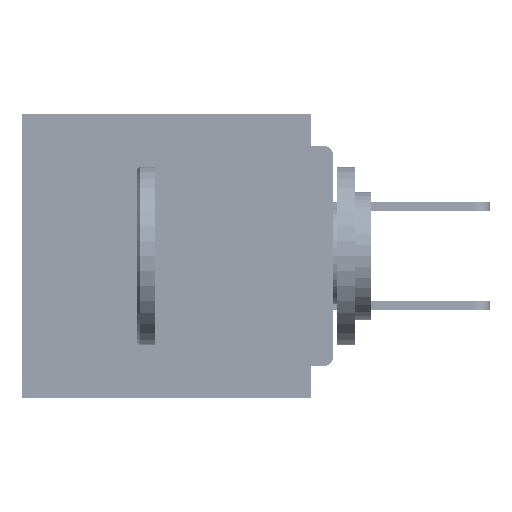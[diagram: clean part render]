
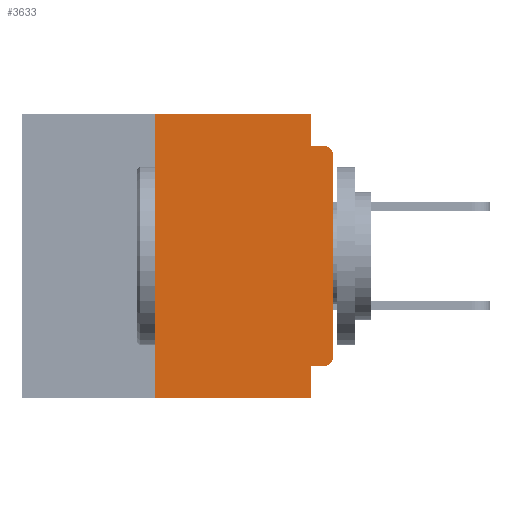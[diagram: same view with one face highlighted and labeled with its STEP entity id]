
A CAD part, left-side view. The second image highlights one B-rep face of the part: STEP entity #3633.
In plain terms, the highlighted planar face has unit normal (-1, 0, 0).
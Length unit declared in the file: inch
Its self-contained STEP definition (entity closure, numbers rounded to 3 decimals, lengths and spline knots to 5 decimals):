
#256 = CARTESIAN_POINT ( 'NONE',  ( 0., 0.015, -0.045 ) ) ;
#636 = ORIENTED_EDGE ( 'NONE', *, *, #1695, .F. ) ;
#1160 = EDGE_CURVE ( 'NONE', #41805, #52074, #33117, .T. ) ;
#1695 = EDGE_CURVE ( 'NONE', #5181, #41805, #10157, .T. ) ;
#3544 = FACE_OUTER_BOUND ( 'NONE', #51846, .T. ) ;
#3633 = ADVANCED_FACE ( 'NONE', ( #3544 ), #10917, .F. ) ;
#5074 = EDGE_CURVE ( 'NONE', #67848, #31348, #49135, .T. ) ;
#5181 = VERTEX_POINT ( 'NONE', #46472 ) ;
#5495 = EDGE_CURVE ( 'NONE', #44799, #52074, #26984, .T. ) ;
#5950 = CARTESIAN_POINT ( 'NONE',  ( 0., 0.015, -0.06 ) ) ;
#6701 = DIRECTION ( 'NONE',  ( -1., 0., 0. ) ) ;
#7303 = VERTEX_POINT ( 'NONE', #18104 ) ;
#8620 = DIRECTION ( 'NONE',  ( 0., 1., 0. ) ) ;
#9839 = EDGE_CURVE ( 'NONE', #15768, #23449, #13727, .T. ) ;
#10157 = LINE ( 'NONE', #36126, #37241 ) ;
#10917 = PLANE ( 'NONE',  #65099 ) ;
#11384 = DIRECTION ( 'NONE',  ( 0., 0., -1. ) ) ;
#12410 = DIRECTION ( 'NONE',  ( 0., -1., 0. ) ) ;
#13727 = LINE ( 'NONE', #33490, #26389 ) ;
#14946 = DIRECTION ( 'NONE',  ( 0., 0., 1. ) ) ;
#15708 = AXIS2_PLACEMENT_3D ( 'NONE', #5950, #43845, #11384 ) ;
#15768 = VERTEX_POINT ( 'NONE', #60484 ) ;
#18104 = CARTESIAN_POINT ( 'NONE',  ( 0., 0.031, -0.355 ) ) ;
#18381 = CARTESIAN_POINT ( 'NONE',  ( 0., 0.25, -0.4 ) ) ;
#19354 = ORIENTED_EDGE ( 'NONE', *, *, #9839, .T. ) ;
#19639 = ORIENTED_EDGE ( 'NONE', *, *, #57553, .F. ) ;
#20345 = CARTESIAN_POINT ( 'NONE',  ( 0., 0., 0. ) ) ;
#20868 = ORIENTED_EDGE ( 'NONE', *, *, #56511, .T. ) ;
#21114 = ORIENTED_EDGE ( 'NONE', *, *, #43914, .F. ) ;
#21765 = DIRECTION ( 'NONE',  ( 0., 0., -1. ) ) ;
#22037 = ORIENTED_EDGE ( 'NONE', *, *, #1160, .F. ) ;
#23449 = VERTEX_POINT ( 'NONE', #40871 ) ;
#23954 = CARTESIAN_POINT ( 'NONE',  ( 0., 0.25, 0. ) ) ;
#24144 = VECTOR ( 'NONE', #12410, 39.37008 ) ;
#26389 = VECTOR ( 'NONE', #28035, 39.37008 ) ;
#26984 = CIRCLE ( 'NONE', #15708, 0.015 ) ;
#27993 = LINE ( 'NONE', #46045, #40695 ) ;
#28035 = DIRECTION ( 'NONE',  ( 0., -1., 0. ) ) ;
#30635 = CARTESIAN_POINT ( 'NONE',  ( 0., 0.015, -0.355 ) ) ;
#31348 = VERTEX_POINT ( 'NONE', #39446 ) ;
#31421 = VECTOR ( 'NONE', #56811, 39.37008 ) ;
#33117 = LINE ( 'NONE', #56575, #31421 ) ;
#33490 = CARTESIAN_POINT ( 'NONE',  ( 0., 0.437, -0.4 ) ) ;
#34930 = VECTOR ( 'NONE', #14946, 39.37008 ) ;
#35910 = LINE ( 'NONE', #18381, #63056 ) ;
#35965 = DIRECTION ( 'NONE',  ( 0., 0., -1. ) ) ;
#36000 = VERTEX_POINT ( 'NONE', #23954 ) ;
#36126 = CARTESIAN_POINT ( 'NONE',  ( 0., 0.031, 0. ) ) ;
#37241 = VECTOR ( 'NONE', #35965, 39.37008 ) ;
#37659 = VECTOR ( 'NONE', #8620, 39.37008 ) ;
#39085 = CARTESIAN_POINT ( 'NONE',  ( 0., 0.015, -0.34 ) ) ;
#39446 = CARTESIAN_POINT ( 'NONE',  ( 0., 0., -0.34 ) ) ;
#40155 = AXIS2_PLACEMENT_3D ( 'NONE', #39085, #6701, #44581 ) ;
#40695 = VECTOR ( 'NONE', #51558, 39.37008 ) ;
#40871 = CARTESIAN_POINT ( 'NONE',  ( 0., 0.031, -0.4 ) ) ;
#41362 = ORIENTED_EDGE ( 'NONE', *, *, #5495, .T. ) ;
#41805 = VERTEX_POINT ( 'NONE', #49184 ) ;
#43845 = DIRECTION ( 'NONE',  ( -1., 0., 0. ) ) ;
#43914 = EDGE_CURVE ( 'NONE', #36000, #5181, #51335, .T. ) ;
#44100 = EDGE_CURVE ( 'NONE', #67848, #7303, #66464, .T. ) ;
#44581 = DIRECTION ( 'NONE',  ( 0., 0., -1. ) ) ;
#44594 = EDGE_CURVE ( 'NONE', #15768, #36000, #35910, .T. ) ;
#44799 = VERTEX_POINT ( 'NONE', #57980 ) ;
#44856 = CARTESIAN_POINT ( 'NONE',  ( 0., 0.437, 0. ) ) ;
#46045 = CARTESIAN_POINT ( 'NONE',  ( 0., 0.031, -0.4 ) ) ;
#46472 = CARTESIAN_POINT ( 'NONE',  ( 0., 0.031, 0. ) ) ;
#48824 = CARTESIAN_POINT ( 'NONE',  ( 0., 0.437, 0. ) ) ;
#49135 = CIRCLE ( 'NONE', #40155, 0.015 ) ;
#49184 = CARTESIAN_POINT ( 'NONE',  ( 0., 0.031, -0.045 ) ) ;
#50897 = DIRECTION ( 'NONE',  ( 0., 0., 1. ) ) ;
#51335 = LINE ( 'NONE', #44856, #24144 ) ;
#51558 = DIRECTION ( 'NONE',  ( 0., 0., -1. ) ) ;
#51846 = EDGE_LOOP ( 'NONE', ( #20868, #41362, #22037, #636, #21114, #66551, #19354, #19639, #64831, #59316 ) ) ;
#51982 = CARTESIAN_POINT ( 'NONE',  ( 0., 0., -0.355 ) ) ;
#52074 = VERTEX_POINT ( 'NONE', #256 ) ;
#54304 = DIRECTION ( 'NONE',  ( 1., 0., 0. ) ) ;
#56511 = EDGE_CURVE ( 'NONE', #31348, #44799, #63767, .T. ) ;
#56575 = CARTESIAN_POINT ( 'NONE',  ( 0., 0., -0.045 ) ) ;
#56811 = DIRECTION ( 'NONE',  ( 0., -1., 0. ) ) ;
#57553 = EDGE_CURVE ( 'NONE', #7303, #23449, #27993, .T. ) ;
#57980 = CARTESIAN_POINT ( 'NONE',  ( 0., 0., -0.06 ) ) ;
#59316 = ORIENTED_EDGE ( 'NONE', *, *, #5074, .T. ) ;
#60484 = CARTESIAN_POINT ( 'NONE',  ( 0., 0.25, -0.4 ) ) ;
#63056 = VECTOR ( 'NONE', #50897, 39.37008 ) ;
#63767 = LINE ( 'NONE', #20345, #34930 ) ;
#64831 = ORIENTED_EDGE ( 'NONE', *, *, #44100, .F. ) ;
#65099 = AXIS2_PLACEMENT_3D ( 'NONE', #48824, #54304, #21765 ) ;
#66464 = LINE ( 'NONE', #51982, #37659 ) ;
#66551 = ORIENTED_EDGE ( 'NONE', *, *, #44594, .F. ) ;
#67848 = VERTEX_POINT ( 'NONE', #30635 ) ;
